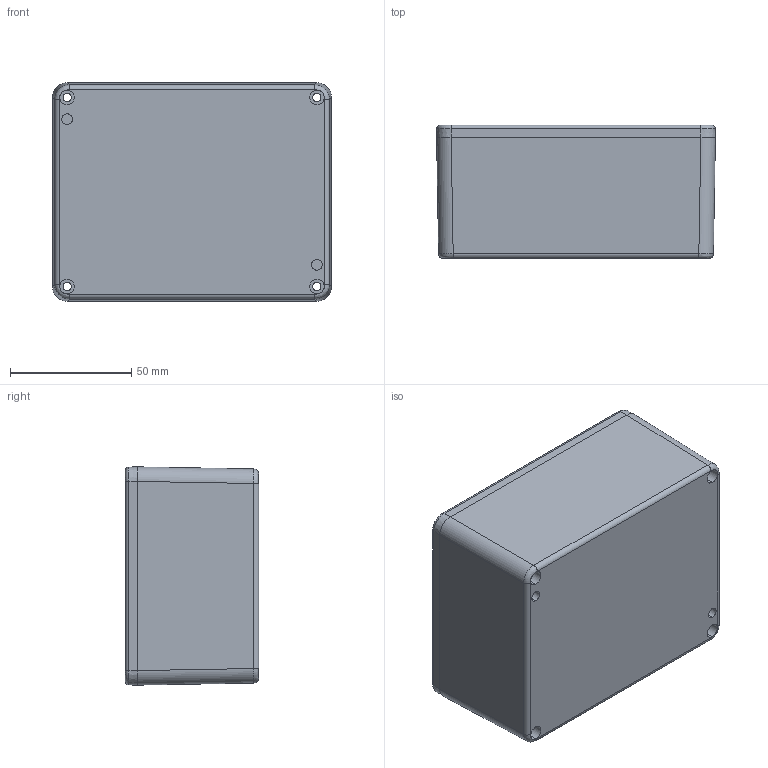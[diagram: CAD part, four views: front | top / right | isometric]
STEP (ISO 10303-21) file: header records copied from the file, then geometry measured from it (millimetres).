
FILE_DESCRIPTION (( 'STEP AP214' ), '1' );
FILE_NAME ('G113-IP67.STEP', '2019-04-01T06:55:52', ( '' ), ( '' ), 'SwSTEP 2.0', 'SolidWorks 2014', '' );
FILE_SCHEMA (( 'AUTOMOTIVE_DESIGN' ));
Length unit declared in the file: millimetre
Products named in the file (4): G113-GASKET; G113-COVER; G113-BASE; G113-IP67
Assembly tree (3 placements, depth 2):
  G113-IP67
    G113-BASE
    G113-COVER
    G113-GASKET
Bounding box: 115 x 55 x 90 mm (x, y, z)
Volume: 136797.8 mm3; surface area: 95236.9 mm2
Topology: 3 solids, 3 shells, 412 faces, 1117 edges, 728 vertices
Faces by surface type: plane 195, cylinder 172, cone 24, torus 13, bspline 8
Entity records: 13418 total; most frequent: CARTESIAN_POINT 2727, ORIENTED_EDGE 2234, DIRECTION 2226, EDGE_CURVE 1117, AXIS2_PLACEMENT_3D 763, VERTEX_POINT 728, LINE 700, VECTOR 700
